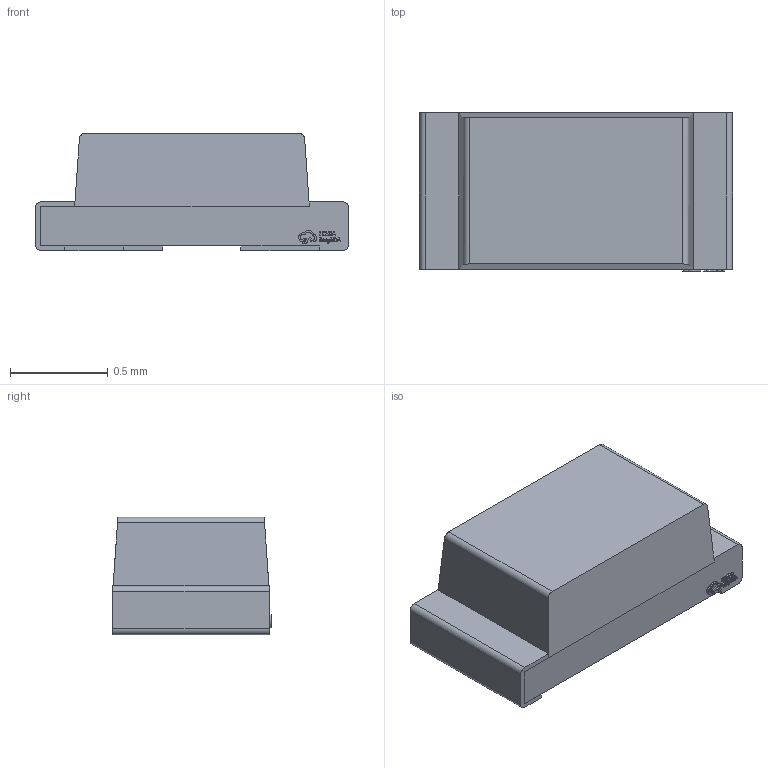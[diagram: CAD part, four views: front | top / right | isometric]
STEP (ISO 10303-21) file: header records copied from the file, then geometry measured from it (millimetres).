
FILE_DESCRIPTION (( 'STEP AP214' ), '1' );
FILE_NAME ('LED0603-R-RD_BLUE-A.STEP', '2022-09-17T08:32:44', ( '' ), ( '' ), 'SwSTEP 2.0', 'SolidWorks 2020', '' );
FILE_SCHEMA (( 'AUTOMOTIVE_DESIGN' ));
Length unit declared in the file: millimetre
Products named in the file (1): LED0603-R-RD_BLUE-A
Bounding box: 1.6 x 0.81 x 0.6 mm (x, y, z)
Volume: 0.6 mm3; surface area: 6.4 mm2
Topology: 2 solids, 2 shells, 268 faces, 731 edges, 486 vertices
Faces by surface type: plane 164, bspline 98, cylinder 6
Entity records: 11894 total; most frequent: CARTESIAN_POINT 2804, ORIENTED_EDGE 1462, DIRECTION 877, EDGE_CURVE 731, LINE 519, VECTOR 519, VERTEX_POINT 486, EDGE_LOOP 287
